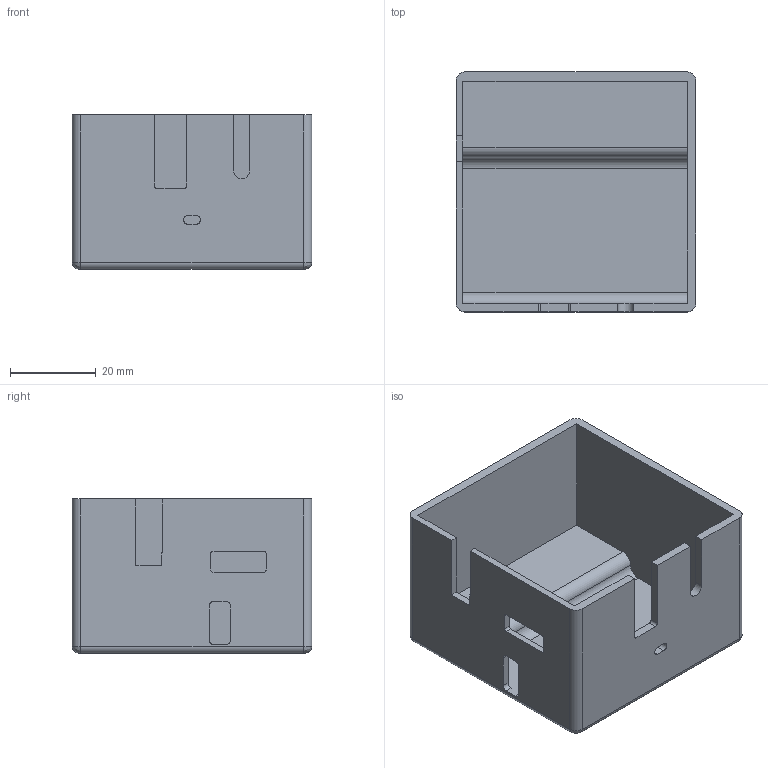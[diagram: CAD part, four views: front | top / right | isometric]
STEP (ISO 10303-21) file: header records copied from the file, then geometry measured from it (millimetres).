
FILE_DESCRIPTION(/* description */ (''),/* implementation_level */ '2;1');
FILE_NAME(/* name */ 'Case.step',/* time_stamp */ '2024-09-23T14:08:19+10:00',/* author */ (''),/* organization */ (''),/* preprocessor_version */ 'ST-DEVELOPER v20',/* originating_system */ 'Autodesk Translation Framework v13.14.0.145',/* authorisation */ '');
FILE_SCHEMA (('AUTOMOTIVE_DESIGN { 1 0 10303 214 3 1 1 }'));
Length unit declared in the file: millimetre
Products named in the file (1): Case (1)
Bounding box: 56 x 56 x 36 mm (x, y, z)
Volume: 24369.9 mm3; surface area: 20299.4 mm2
Topology: 1 solids, 1 shells, 62 faces, 175 edges, 114 vertices
Faces by surface type: plane 34, cylinder 24, bspline 4
Entity records: 2068 total; most frequent: CARTESIAN_POINT 384, ORIENTED_EDGE 350, DIRECTION 345, EDGE_CURVE 175, LINE 123, VECTOR 123, VERTEX_POINT 114, AXIS2_PLACEMENT_3D 111
